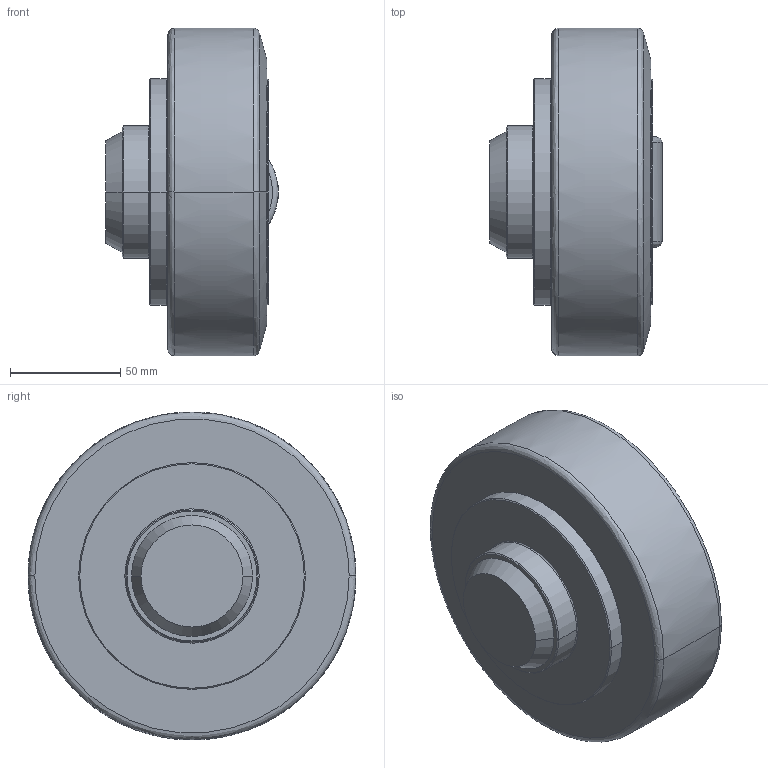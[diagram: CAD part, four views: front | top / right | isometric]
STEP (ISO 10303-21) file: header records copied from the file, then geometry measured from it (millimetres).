
FILE_DESCRIPTION (( 'STEP AP214' ), '1' );
FILE_NAME ('TR-150.0200-Rollco.step', '2023-04-28T07:33:56', ( '' ), ( '' ), 'SwSTEP 2.0', 'SolidWorks 2010', '' );
FILE_SCHEMA (( 'AUTOMOTIVE_DESIGN' ));
Length unit declared in the file: millimetre
Products named in the file (1): TR-150.0200-Rollco
Bounding box: 78.48 x 148.99 x 148.99 mm (x, y, z)
Volume: 899125.1 mm3; surface area: 63372.1 mm2
Topology: 1 solids, 1 shells, 47 faces, 105 edges, 66 vertices
Faces by surface type: cone 12, cylinder 11, bspline 10, plane 10, torus 4
Entity records: 2071 total; most frequent: CARTESIAN_POINT 1018, DIRECTION 215, ORIENTED_EDGE 210, EDGE_CURVE 105, AXIS2_PLACEMENT_3D 94, VERTEX_POINT 66, CIRCLE 56, EDGE_LOOP 53
